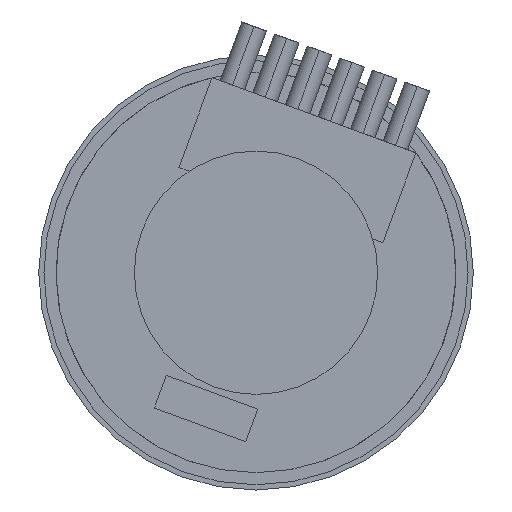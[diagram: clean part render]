
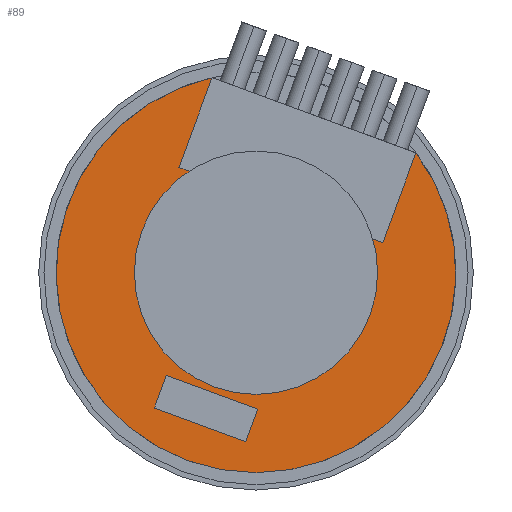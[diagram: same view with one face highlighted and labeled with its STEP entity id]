
A CAD part, left-side view. The second image highlights one B-rep face of the part: STEP entity #89.
In plain terms, the highlighted planar face has unit normal (-1, 0, 0).
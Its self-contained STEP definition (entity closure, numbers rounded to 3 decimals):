
#16 = DIRECTION ( 'NONE',  ( 1., 0., 0. ) ) ;
#37 = CARTESIAN_POINT ( 'NONE',  ( -33.3, -0.097, -7.843 ) ) ;
#50 = CARTESIAN_POINT ( 'NONE',  ( -33.3, -6.583, -0.21 ) ) ;
#53 = EDGE_CURVE ( 'NONE', #335, #1331, #382, .T. ) ;
#80 = LINE ( 'NONE', #50, #911 ) ;
#89 = ADVANCED_FACE ( 'NONE', ( #266, #1395, #285 ), #1808, .F. ) ;
#175 = ORIENTED_EDGE ( 'NONE', *, *, #1394, .T. ) ;
#184 = VERTEX_POINT ( 'NONE', #294 ) ;
#220 = VERTEX_POINT ( 'NONE', #1463 ) ;
#228 = EDGE_LOOP ( 'NONE', ( #234, #913 ) ) ;
#230 = AXIS2_PLACEMENT_3D ( 'NONE', #1286, #16, #1554 ) ;
#234 = ORIENTED_EDGE ( 'NONE', *, *, #822, .T. ) ;
#244 = CARTESIAN_POINT ( 'NONE',  ( -33.3, 0., 0. ) ) ;
#248 = DIRECTION ( 'NONE',  ( 0., 0.938, 0.345 ) ) ;
#266 = FACE_BOUND ( 'NONE', #228, .T. ) ;
#270 = CARTESIAN_POINT ( 'NONE',  ( -33.3, 4.536, -8.27 ) ) ;
#271 = DIRECTION ( 'NONE',  ( 0., -0.345, 0.938 ) ) ;
#280 = CARTESIAN_POINT ( 'NONE',  ( -33.3, 0., 0. ) ) ;
#285 = FACE_OUTER_BOUND ( 'NONE', #1321, .T. ) ;
#291 = LINE ( 'NONE', #431, #790 ) ;
#294 = CARTESIAN_POINT ( 'NONE',  ( -33.3, 2.531, 11.218 ) ) ;
#307 = DIRECTION ( 'NONE',  ( 0., 0., -1. ) ) ;
#322 = CARTESIAN_POINT ( 'NONE',  ( -33.3, -9.2, 6.9 ) ) ;
#335 = VERTEX_POINT ( 'NONE', #881 ) ;
#342 = AXIS2_PLACEMENT_3D ( 'NONE', #1287, #1710, #307 ) ;
#353 = DIRECTION ( 'NONE',  ( 0., 0.345, -0.938 ) ) ;
#369 = VERTEX_POINT ( 'NONE', #843 ) ;
#382 = LINE ( 'NONE', #506, #595 ) ;
#402 = DIRECTION ( 'NONE',  ( 0., 0., -1. ) ) ;
#431 = CARTESIAN_POINT ( 'NONE',  ( -33.3, 3.893, -2.471 ) ) ;
#490 = VERTEX_POINT ( 'NONE', #37 ) ;
#506 = CARTESIAN_POINT ( 'NONE',  ( -33.3, 1.498, 4.977 ) ) ;
#521 = DIRECTION ( 'NONE',  ( 0., 0.345, -0.938 ) ) ;
#535 = DIRECTION ( 'NONE',  ( 0., 0., -1. ) ) ;
#548 = LINE ( 'NONE', #1118, #813 ) ;
#570 = LINE ( 'NONE', #734, #1659 ) ;
#595 = VECTOR ( 'NONE', #248, 1000. ) ;
#661 = EDGE_CURVE ( 'NONE', #1080, #335, #80, .T. ) ;
#669 = CIRCLE ( 'NONE', #1704, 11.5 ) ;
#671 = DIRECTION ( 'NONE',  ( -1., 0., 0. ) ) ;
#672 = VERTEX_POINT ( 'NONE', #1625 ) ;
#675 = VECTOR ( 'NONE', #1565, 1000. ) ;
#727 = CIRCLE ( 'NONE', #342, 3.5 ) ;
#734 = CARTESIAN_POINT ( 'NONE',  ( -33.3, 2.531, -6.876 ) ) ;
#790 = VECTOR ( 'NONE', #271, 1000. ) ;
#813 = VECTOR ( 'NONE', #1297, 1000. ) ;
#822 = EDGE_CURVE ( 'NONE', #1137, #1243, #727, .T. ) ;
#823 = EDGE_CURVE ( 'NONE', #672, #490, #570, .T. ) ;
#843 = CARTESIAN_POINT ( 'NONE',  ( -33.3, 0.594, -9.72 ) ) ;
#852 = EDGE_CURVE ( 'NONE', #1331, #184, #548, .T. ) ;
#871 = DIRECTION ( 'NONE',  ( 0., -0.938, -0.345 ) ) ;
#881 = CARTESIAN_POINT ( 'NONE',  ( -33.3, -7.3, 1.739 ) ) ;
#885 = CARTESIAN_POINT ( 'NONE',  ( -33.3, 0., -3.5 ) ) ;
#898 = ORIENTED_EDGE ( 'NONE', *, *, #1034, .T. ) ;
#911 = VECTOR ( 'NONE', #353, 1000. ) ;
#913 = ORIENTED_EDGE ( 'NONE', *, *, #1747, .T. ) ;
#969 = LINE ( 'NONE', #270, #675 ) ;
#977 = ORIENTED_EDGE ( 'NONE', *, *, #1653, .T. ) ;
#982 = EDGE_LOOP ( 'NONE', ( #1575, #175, #898, #1533 ) ) ;
#1006 = VERTEX_POINT ( 'NONE', #1273 ) ;
#1010 = EDGE_CURVE ( 'NONE', #220, #1080, #1813, .T. ) ;
#1034 = EDGE_CURVE ( 'NONE', #1006, #672, #291, .T. ) ;
#1042 = ORIENTED_EDGE ( 'NONE', *, *, #53, .T. ) ;
#1049 = VECTOR ( 'NONE', #521, 1000. ) ;
#1080 = VERTEX_POINT ( 'NONE', #322 ) ;
#1083 = CARTESIAN_POINT ( 'NONE',  ( -33.3, 0., 3.5 ) ) ;
#1093 = LINE ( 'NONE', #1629, #1049 ) ;
#1100 = ORIENTED_EDGE ( 'NONE', *, *, #1010, .T. ) ;
#1118 = CARTESIAN_POINT ( 'NONE',  ( -33.3, 4.198, 6.689 ) ) ;
#1137 = VERTEX_POINT ( 'NONE', #885 ) ;
#1234 = EDGE_CURVE ( 'NONE', #490, #369, #1093, .T. ) ;
#1243 = VERTEX_POINT ( 'NONE', #1083 ) ;
#1264 = DIRECTION ( 'NONE',  ( 0., 0., -1. ) ) ;
#1273 = CARTESIAN_POINT ( 'NONE',  ( -33.3, 5.85, -7.786 ) ) ;
#1286 = CARTESIAN_POINT ( 'NONE',  ( -33.3, 0., 0. ) ) ;
#1287 = CARTESIAN_POINT ( 'NONE',  ( -33.3, 0., 0. ) ) ;
#1297 = DIRECTION ( 'NONE',  ( 0., -0.345, 0.938 ) ) ;
#1321 = EDGE_LOOP ( 'NONE', ( #1374, #1042, #1506, #977, #1100 ) ) ;
#1331 = VERTEX_POINT ( 'NONE', #1650 ) ;
#1368 = CARTESIAN_POINT ( 'NONE',  ( -33.3, 0., 0. ) ) ;
#1374 = ORIENTED_EDGE ( 'NONE', *, *, #661, .T. ) ;
#1394 = EDGE_CURVE ( 'NONE', #369, #1006, #969, .T. ) ;
#1395 = FACE_BOUND ( 'NONE', #982, .T. ) ;
#1463 = CARTESIAN_POINT ( 'NONE',  ( -33.3, 0., -11.5 ) ) ;
#1506 = ORIENTED_EDGE ( 'NONE', *, *, #852, .T. ) ;
#1533 = ORIENTED_EDGE ( 'NONE', *, *, #823, .T. ) ;
#1554 = DIRECTION ( 'NONE',  ( 0., 1., 0. ) ) ;
#1565 = DIRECTION ( 'NONE',  ( 0., 0.938, 0.345 ) ) ;
#1575 = ORIENTED_EDGE ( 'NONE', *, *, #1234, .T. ) ;
#1625 = CARTESIAN_POINT ( 'NONE',  ( -33.3, 5.159, -5.909 ) ) ;
#1629 = CARTESIAN_POINT ( 'NONE',  ( -33.3, -1.017, -5.344 ) ) ;
#1650 = CARTESIAN_POINT ( 'NONE',  ( -33.3, 4.431, 6.057 ) ) ;
#1653 = EDGE_CURVE ( 'NONE', #184, #220, #669, .T. ) ;
#1659 = VECTOR ( 'NONE', #871, 1000. ) ;
#1665 = AXIS2_PLACEMENT_3D ( 'NONE', #1368, #1804, #535 ) ;
#1704 = AXIS2_PLACEMENT_3D ( 'NONE', #244, #671, #402 ) ;
#1710 = DIRECTION ( 'NONE',  ( 1., 0., 0. ) ) ;
#1714 = DIRECTION ( 'NONE',  ( -1., 0., 0. ) ) ;
#1747 = EDGE_CURVE ( 'NONE', #1243, #1137, #1794, .T. ) ;
#1765 = AXIS2_PLACEMENT_3D ( 'NONE', #280, #1714, #1264 ) ;
#1794 = CIRCLE ( 'NONE', #1665, 3.5 ) ;
#1804 = DIRECTION ( 'NONE',  ( 1., 0., 0. ) ) ;
#1808 = PLANE ( 'NONE',  #230 ) ;
#1813 = CIRCLE ( 'NONE', #1765, 11.5 ) ;
